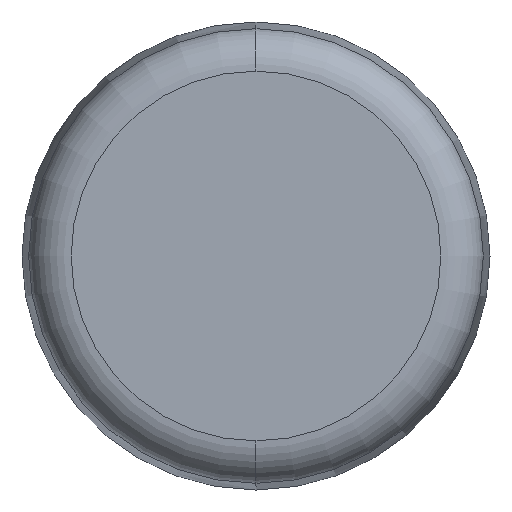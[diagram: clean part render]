
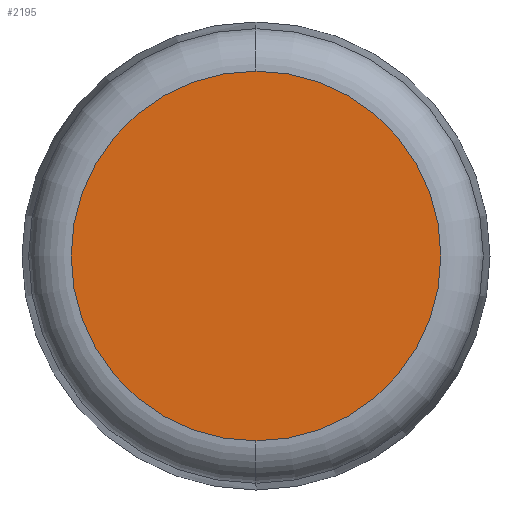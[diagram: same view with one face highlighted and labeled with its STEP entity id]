
A CAD part, left-side view. The second image highlights one B-rep face of the part: STEP entity #2195.
In plain terms, the highlighted planar face has unit normal (-1, 0, 0).
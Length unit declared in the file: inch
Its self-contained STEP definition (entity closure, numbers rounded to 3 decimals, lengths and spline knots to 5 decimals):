
#141 = EDGE_CURVE ( 'NONE', #4770, #2392, #1176, .T. ) ;
#146 = CARTESIAN_POINT ( 'NONE',  ( -2.86108, 0.21772, 0. ) ) ;
#254 = EDGE_LOOP ( 'NONE', ( #4949, #2449 ) ) ;
#447 = CARTESIAN_POINT ( 'NONE',  ( -2.86108, 0., -0.21772 ) ) ;
#769 = EDGE_CURVE ( 'NONE', #2392, #4770, #5029, .T. ) ;
#1176 = CIRCLE ( 'NONE', #5927, 0.21772 ) ;
#1462 = DIRECTION ( 'NONE',  ( -1., 0., 0. ) ) ;
#1541 = DIRECTION ( 'NONE',  ( 1., 0., 0. ) ) ;
#1623 = CARTESIAN_POINT ( 'NONE',  ( -2.86108, 0., 0.21772 ) ) ;
#2195 = ADVANCED_FACE ( 'NONE', ( #2773 ), #3304, .F. ) ;
#2392 = VERTEX_POINT ( 'NONE', #447 ) ;
#2449 = ORIENTED_EDGE ( 'NONE', *, *, #769, .T. ) ;
#2476 = CARTESIAN_POINT ( 'NONE',  ( -2.86108, 0., 0. ) ) ;
#2773 = FACE_OUTER_BOUND ( 'NONE', #254, .T. ) ;
#3272 = AXIS2_PLACEMENT_3D ( 'NONE', #2476, #1462, #3426 ) ;
#3304 = PLANE ( 'NONE',  #3863 ) ;
#3426 = DIRECTION ( 'NONE',  ( 0., 0., 1. ) ) ;
#3863 = AXIS2_PLACEMENT_3D ( 'NONE', #146, #1541, #5847 ) ;
#4394 = DIRECTION ( 'NONE',  ( 0., 0., 1. ) ) ;
#4770 = VERTEX_POINT ( 'NONE', #1623 ) ;
#4949 = ORIENTED_EDGE ( 'NONE', *, *, #141, .T. ) ;
#5029 = CIRCLE ( 'NONE', #3272, 0.21772 ) ;
#5285 = DIRECTION ( 'NONE',  ( -1., 0., 0. ) ) ;
#5350 = CARTESIAN_POINT ( 'NONE',  ( -2.86108, 0., 0. ) ) ;
#5847 = DIRECTION ( 'NONE',  ( 0., 0., -1. ) ) ;
#5927 = AXIS2_PLACEMENT_3D ( 'NONE', #5350, #5285, #4394 ) ;
